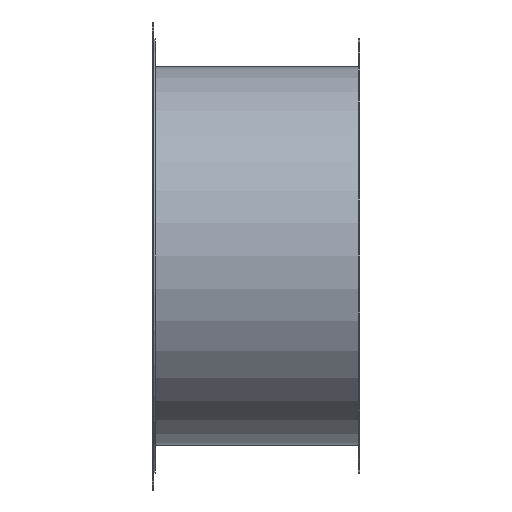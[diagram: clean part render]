
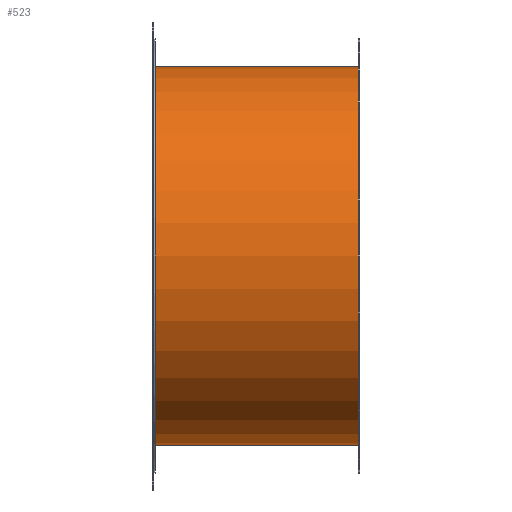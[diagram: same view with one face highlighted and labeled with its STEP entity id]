
A CAD part, left-side view. The second image highlights one B-rep face of the part: STEP entity #523.
In plain terms, the highlighted cylindrical face has radius 202.5 mm (diameter 405 mm), a partial arc.
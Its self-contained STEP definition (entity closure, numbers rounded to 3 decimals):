
#142 = DIRECTION ( 'NONE',  ( 0., 1., 0. ) ) ;
#156 = CARTESIAN_POINT ( 'NONE',  ( 0., 108.5, 0. ) ) ;
#450 = CARTESIAN_POINT ( 'NONE',  ( 0., 0., 0. ) ) ;
#462 = DIRECTION ( 'NONE',  ( 0., 0., 1. ) ) ;
#481 = CARTESIAN_POINT ( 'NONE',  ( 0., 108.5, -202.5 ) ) ;
#523 = ADVANCED_FACE ( 'NONE', ( #1505 ), #2272, .T. ) ;
#673 = LINE ( 'NONE', #1227, #1430 ) ;
#738 = DIRECTION ( 'NONE',  ( 0., 0., 1. ) ) ;
#765 = VERTEX_POINT ( 'NONE', #853 ) ;
#823 = VERTEX_POINT ( 'NONE', #2330 ) ;
#853 = CARTESIAN_POINT ( 'NONE',  ( 0., 108.5, 202.5 ) ) ;
#858 = CIRCLE ( 'NONE', #1066, 202.5 ) ;
#952 = CARTESIAN_POINT ( 'NONE',  ( 0., 0., 202.5 ) ) ;
#989 = EDGE_CURVE ( 'NONE', #1544, #765, #2234, .T. ) ;
#1066 = AXIS2_PLACEMENT_3D ( 'NONE', #2171, #2368, #1751 ) ;
#1227 = CARTESIAN_POINT ( 'NONE',  ( 0., 0., -202.5 ) ) ;
#1274 = EDGE_LOOP ( 'NONE', ( #1304, #2109, #1656, #1323 ) ) ;
#1304 = ORIENTED_EDGE ( 'NONE', *, *, #1968, .F. ) ;
#1323 = ORIENTED_EDGE ( 'NONE', *, *, #989, .F. ) ;
#1430 = VECTOR ( 'NONE', #1818, 1000. ) ;
#1454 = AXIS2_PLACEMENT_3D ( 'NONE', #156, #142, #738 ) ;
#1505 = FACE_OUTER_BOUND ( 'NONE', #1274, .T. ) ;
#1544 = VERTEX_POINT ( 'NONE', #481 ) ;
#1656 = ORIENTED_EDGE ( 'NONE', *, *, #2471, .T. ) ;
#1751 = DIRECTION ( 'NONE',  ( 0., 0., 1. ) ) ;
#1818 = DIRECTION ( 'NONE',  ( 0., 1., 0. ) ) ;
#1839 = VECTOR ( 'NONE', #1965, 1000. ) ;
#1965 = DIRECTION ( 'NONE',  ( 0., 1., 0. ) ) ;
#1968 = EDGE_CURVE ( 'NONE', #823, #1544, #673, .T. ) ;
#2109 = ORIENTED_EDGE ( 'NONE', *, *, #2464, .T. ) ;
#2152 = CARTESIAN_POINT ( 'NONE',  ( 0., -108.5, 202.5 ) ) ;
#2171 = CARTESIAN_POINT ( 'NONE',  ( 0., -108.5, 0. ) ) ;
#2234 = CIRCLE ( 'NONE', #1454, 202.5 ) ;
#2272 = CYLINDRICAL_SURFACE ( 'NONE', #2474, 202.5 ) ;
#2281 = DIRECTION ( 'NONE',  ( 0., 1., 0. ) ) ;
#2330 = CARTESIAN_POINT ( 'NONE',  ( 0., -108.5, -202.5 ) ) ;
#2368 = DIRECTION ( 'NONE',  ( 0., 1., 0. ) ) ;
#2394 = VERTEX_POINT ( 'NONE', #2152 ) ;
#2397 = LINE ( 'NONE', #952, #1839 ) ;
#2464 = EDGE_CURVE ( 'NONE', #823, #2394, #858, .T. ) ;
#2471 = EDGE_CURVE ( 'NONE', #2394, #765, #2397, .T. ) ;
#2474 = AXIS2_PLACEMENT_3D ( 'NONE', #450, #2281, #462 ) ;
